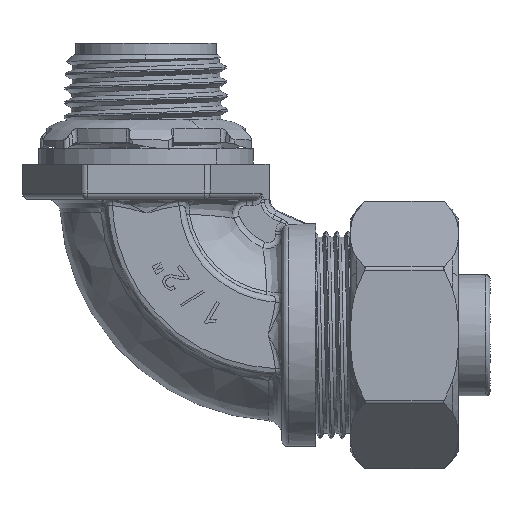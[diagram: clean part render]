
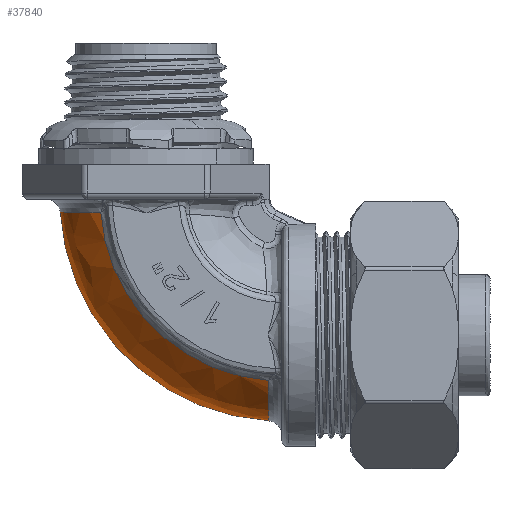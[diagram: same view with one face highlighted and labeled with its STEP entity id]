
A CAD part, left-side view. The second image highlights one B-rep face of the part: STEP entity #37840.
In plain terms, the highlighted free-form (B-spline) face has degree [3, 3] with [4, 4] control points.
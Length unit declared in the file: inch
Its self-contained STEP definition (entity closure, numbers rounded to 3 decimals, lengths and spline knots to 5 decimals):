
#1657 = CARTESIAN_POINT ( 'NONE',  ( -0.15236, 0.62804, -0.43154 ) ) ;
#1705 = CARTESIAN_POINT ( 'NONE',  ( -0.36671, 1.4837, 0.61681 ) ) ;
#2068 = CARTESIAN_POINT ( 'NONE',  ( -0.21173, 1.63158, 0.61791 ) ) ;
#3350 = DIRECTION ( 'NONE',  ( 0., 0., 1. ) ) ;
#3840 = CARTESIAN_POINT ( 'NONE',  ( -0.24423, 0.6382, -0.35757 ) ) ;
#5707 = CARTESIAN_POINT ( 'NONE',  ( 0., 1.65678, 0.02567 ) ) ;
#6110 = CARTESIAN_POINT ( 'NONE',  ( -0.21005, 1.63252, 0.61792 ) ) ;
#7735 = CARTESIAN_POINT ( 'NONE',  ( -0.1276, 0.63786, -0.41214 ) ) ;
#7918 = CARTESIAN_POINT ( 'NONE',  ( -0.32716, 0.63872, -0.28361 ) ) ;
#9052 = CARTESIAN_POINT ( 'NONE',  ( 0., 0.571, 0.685 ) ) ;
#9340 = AXIS2_PLACEMENT_3D ( 'NONE', #51543, #27444, #3350 ) ;
#9614 = CARTESIAN_POINT ( 'NONE',  ( -0.36671, 1.11076, -0.20387 ) ) ;
#9641 =( BOUNDED_SURFACE ( )  B_SPLINE_SURFACE ( 3, 3, ( 
 ( #41510, #33629, #9614, #37648 ),
 ( #13651, #41682, #17641, #45766 ),
 ( #21679, #49843, #25746, #1657 ),
 ( #29808, #5707, #33807, #9801 ) ),
 .UNSPECIFIED., .F., .F., .F. ) 
 B_SPLINE_SURFACE_WITH_KNOTS ( ( 4, 4 ),
 ( 4, 4 ),
 ( 0., 1. ),
 ( 0., 1. ),
 .UNSPECIFIED. ) 
 GEOMETRIC_REPRESENTATION_ITEM ( )  RATIONAL_B_SPLINE_SURFACE ( (
 ( 1., 0.828, 0.828, 1.),
 ( 0.917, 0.759, 0.759, 0.917),
 ( 0.917, 0.759, 0.759, 0.917),
 ( 1., 0.828, 0.828, 1.) ) ) 
 REPRESENTATION_ITEM ( '' )  SURFACE ( )  );
#9801 = CARTESIAN_POINT ( 'NONE',  ( 0., 0.62804, -0.43154 ) ) ;
#10011 = CARTESIAN_POINT ( 'NONE',  ( -0.32715, 1.53962, 0.61728 ) ) ;
#10185 = CARTESIAN_POINT ( 'NONE',  ( -0.1452, 1.66351, 0.61811 ) ) ;
#10470 = VERTEX_POINT ( 'NONE', #14257 ) ;
#11014 = B_SPLINE_CURVE_WITH_KNOTS ( 'NONE', 3,
 ( #19670, #51868, #31786, #7735, #35824, #11759, #39849, #15797, #43879, #19846, #47957, #23868, #52041, #27938, #3840, #31942, #7918, #35994, #11922 ),
 .UNSPECIFIED., .F., .F.,
 ( 4, 2, 2, 2, 1, 1, 1, 2, 2, 2, 4 ),
 ( 0.49945, 0.62459, 0.68715, 0.71844, 0.73408, 0.7419, 0.74581, 0.74777, 0.74972, 0.87486, 1. ),
 .UNSPECIFIED. ) ;
#11301 = ORIENTED_EDGE ( 'NONE', *, *, #19103, .T. ) ;
#11759 = CARTESIAN_POINT ( 'NONE',  ( -0.16977, 0.63796, -0.39636 ) ) ;
#11922 = CARTESIAN_POINT ( 'NONE',  ( -0.36671, 0.63919, -0.2277 ) ) ;
#12209 = ORIENTED_EDGE ( 'NONE', *, *, #41490, .T. ) ;
#13081 = DIRECTION ( 'NONE',  ( 0., 0., 1. ) ) ;
#13651 = CARTESIAN_POINT ( 'NONE',  ( -0.28569, 1.61392, 0.63172 ) ) ;
#14055 = CARTESIAN_POINT ( 'NONE',  ( -0.27367, 1.58986, 0.61764 ) ) ;
#14237 = CARTESIAN_POINT ( 'NONE',  ( -0.03757, 1.687, 0.61824 ) ) ;
#14257 = CARTESIAN_POINT ( 'NONE',  ( -0.36671, 0.63919, -0.2277 ) ) ;
#14463 = B_SPLINE_CURVE_WITH_KNOTS ( 'NONE', 3,
 ( #1705, #45996, #10011, #38075, #14055, #42082, #18058, #46181, #22068, #50256, #26162, #2068, #30205, #6110, #34226, #10185, #38239, #14237, #42262 ),
 .UNSPECIFIED., .F., .F.,
 ( 4, 2, 2, 2, 1, 1, 1, 2, 2, 2, 4 ),
 ( 0., 0.12486, 0.18729, 0.21851, 0.23412, 0.24192, 0.24582, 0.24777, 0.24972, 0.37459, 0.49945 ),
 .UNSPECIFIED. ) ;
#15797 = CARTESIAN_POINT ( 'NONE',  ( -0.19001, 0.63802, -0.38702 ) ) ;
#15885 = EDGE_CURVE ( 'NONE', #18383, #45427, #33323, .T. ) ;
#17641 = CARTESIAN_POINT ( 'NONE',  ( -0.28569, 1.18686, -0.32918 ) ) ;
#18058 = CARTESIAN_POINT ( 'NONE',  ( -0.24292, 1.6124, 0.61779 ) ) ;
#18383 = VERTEX_POINT ( 'NONE', #24782 ) ;
#19103 = EDGE_CURVE ( 'NONE', #45427, #10470, #11014, .T. ) ;
#19670 = CARTESIAN_POINT ( 'NONE',  ( 0., 0.63776, -0.431 ) ) ;
#19707 = CARTESIAN_POINT ( 'NONE',  ( 0., 0.63776, -0.431 ) ) ;
#19846 = CARTESIAN_POINT ( 'NONE',  ( -0.20284, 0.63806, -0.38045 ) ) ;
#21679 = CARTESIAN_POINT ( 'NONE',  ( -0.15236, 1.68754, 0.62796 ) ) ;
#22068 = CARTESIAN_POINT ( 'NONE',  ( -0.2245, 1.62418, 0.61786 ) ) ;
#23868 = CARTESIAN_POINT ( 'NONE',  ( -0.2077, 0.63808, -0.37782 ) ) ;
#24782 = CARTESIAN_POINT ( 'NONE',  ( 0., 1.687, 0.61824 ) ) ;
#25746 = CARTESIAN_POINT ( 'NONE',  ( -0.15236, 1.23033, -0.40078 ) ) ;
#25901 = EDGE_CURVE ( 'NONE', #10470, #40996, #47720, .T. ) ;
#26162 = CARTESIAN_POINT ( 'NONE',  ( -0.21334, 1.63067, 0.6179 ) ) ;
#26863 = AXIS2_PLACEMENT_3D ( 'NONE', #9052, #37095, #13081 ) ;
#27444 = DIRECTION ( 'NONE',  ( 1., 0., 0. ) ) ;
#27938 = CARTESIAN_POINT ( 'NONE',  ( -0.20909, 0.63808, -0.37706 ) ) ;
#29808 = CARTESIAN_POINT ( 'NONE',  ( 0., 1.68754, 0.62796 ) ) ;
#30205 = CARTESIAN_POINT ( 'NONE',  ( -0.21065, 1.63219, 0.61791 ) ) ;
#31786 = CARTESIAN_POINT ( 'NONE',  ( -0.07469, 0.63778, -0.42606 ) ) ;
#31942 = CARTESIAN_POINT ( 'NONE',  ( -0.27479, 0.63835, -0.33439 ) ) ;
#33323 = CIRCLE ( 'NONE', #26863, 1.118 ) ;
#33629 = CARTESIAN_POINT ( 'NONE',  ( -0.36671, 1.45987, 0.14524 ) ) ;
#33807 = CARTESIAN_POINT ( 'NONE',  ( 0., 1.23033, -0.40078 ) ) ;
#34226 = CARTESIAN_POINT ( 'NONE',  ( -0.1787, 1.6499, 0.61802 ) ) ;
#34414 = FACE_OUTER_BOUND ( 'NONE', #38624, .T. ) ;
#35824 = CARTESIAN_POINT ( 'NONE',  ( -0.14481, 0.6379, -0.40642 ) ) ;
#35994 = CARTESIAN_POINT ( 'NONE',  ( -0.349, 0.63894, -0.25601 ) ) ;
#37095 = DIRECTION ( 'NONE',  ( -1., 0., 0. ) ) ;
#37648 = CARTESIAN_POINT ( 'NONE',  ( -0.36671, 0.6177, -0.22905 ) ) ;
#37840 = ADVANCED_FACE ( 'NONE', ( #34414 ), #9641, .T. ) ;
#38075 = CARTESIAN_POINT ( 'NONE',  ( -0.28786, 1.57772, 0.61755 ) ) ;
#38239 = CARTESIAN_POINT ( 'NONE',  ( -0.07467, 1.68206, 0.61822 ) ) ;
#38624 = EDGE_LOOP ( 'NONE', ( #12209, #45371, #11301, #42036 ) ) ;
#39849 = CARTESIAN_POINT ( 'NONE',  ( -0.17796, 0.63798, -0.39276 ) ) ;
#40996 = VERTEX_POINT ( 'NONE', #43504 ) ;
#41490 = EDGE_CURVE ( 'NONE', #40996, #18383, #14463, .T. ) ;
#41510 = CARTESIAN_POINT ( 'NONE',  ( -0.36671, 1.48505, 0.6383 ) ) ;
#41682 = CARTESIAN_POINT ( 'NONE',  ( -0.28569, 1.58518, 0.06914 ) ) ;
#42036 = ORIENTED_EDGE ( 'NONE', *, *, #25901, .T. ) ;
#42082 = CARTESIAN_POINT ( 'NONE',  ( -0.25081, 1.60691, 0.61775 ) ) ;
#42262 = CARTESIAN_POINT ( 'NONE',  ( 0., 1.687, 0.61824 ) ) ;
#43504 = CARTESIAN_POINT ( 'NONE',  ( -0.36671, 1.4837, 0.61681 ) ) ;
#43879 = CARTESIAN_POINT ( 'NONE',  ( -0.19598, 0.63804, -0.38406 ) ) ;
#45371 = ORIENTED_EDGE ( 'NONE', *, *, #15885, .T. ) ;
#45427 = VERTEX_POINT ( 'NONE', #19707 ) ;
#45766 = CARTESIAN_POINT ( 'NONE',  ( -0.28569, 0.62428, -0.35792 ) ) ;
#45996 = CARTESIAN_POINT ( 'NONE',  ( -0.34899, 1.51202, 0.61706 ) ) ;
#46181 = CARTESIAN_POINT ( 'NONE',  ( -0.2307, 1.62031, 0.61784 ) ) ;
#47720 = CIRCLE ( 'NONE', #9340, 0.91525 ) ;
#47957 = CARTESIAN_POINT ( 'NONE',  ( -0.20624, 0.63807, -0.37862 ) ) ;
#49843 = CARTESIAN_POINT ( 'NONE',  ( -0.15236, 1.65678, 0.02567 ) ) ;
#50256 = CARTESIAN_POINT ( 'NONE',  ( -0.21709, 1.62853, 0.61789 ) ) ;
#51543 = CARTESIAN_POINT ( 'NONE',  ( -0.36671, 0.571, 0.685 ) ) ;
#51868 = CARTESIAN_POINT ( 'NONE',  ( -0.03765, 0.63776, -0.431 ) ) ;
#52041 = CARTESIAN_POINT ( 'NONE',  ( -0.20866, 0.63808, -0.37729 ) ) ;
